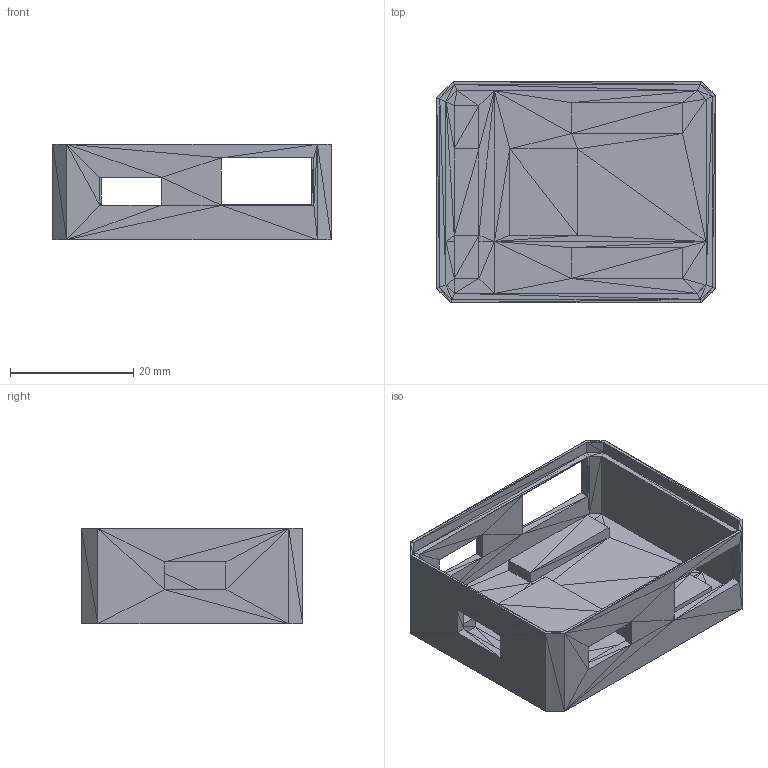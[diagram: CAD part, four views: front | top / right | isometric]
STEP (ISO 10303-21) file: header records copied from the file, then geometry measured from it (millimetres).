
FILE_DESCRIPTION((''),'2;1');
FILE_NAME('Nano-Hub-Bottom', '2025-07-23T10:10:19', (''), (''), 'ImageToStl.com STEP Converter','', '');
FILE_SCHEMA(('AUTOMOTIVE_DESIGN_CC2'));
Length unit declared in the file: metre
Products named in the file (1): product0
Bounding box: 45.16 x 35.89 x 15.5 mm (x, y, z)
Surface area: 7544.2 mm2 (no closed solid volume)
Topology: 0 solids, 290 shells, 290 faces, 870 edges, 137 vertices
Faces by surface type: plane 290
Entity records: 6682 total; most frequent: DIRECTION 1452, ORIENTED_EDGE 870, EDGE_CURVE 870, LINE 870, VECTOR 870, AXIS2_PLACEMENT_3D 291, FACE_SURFACE 290, PLANE 290
